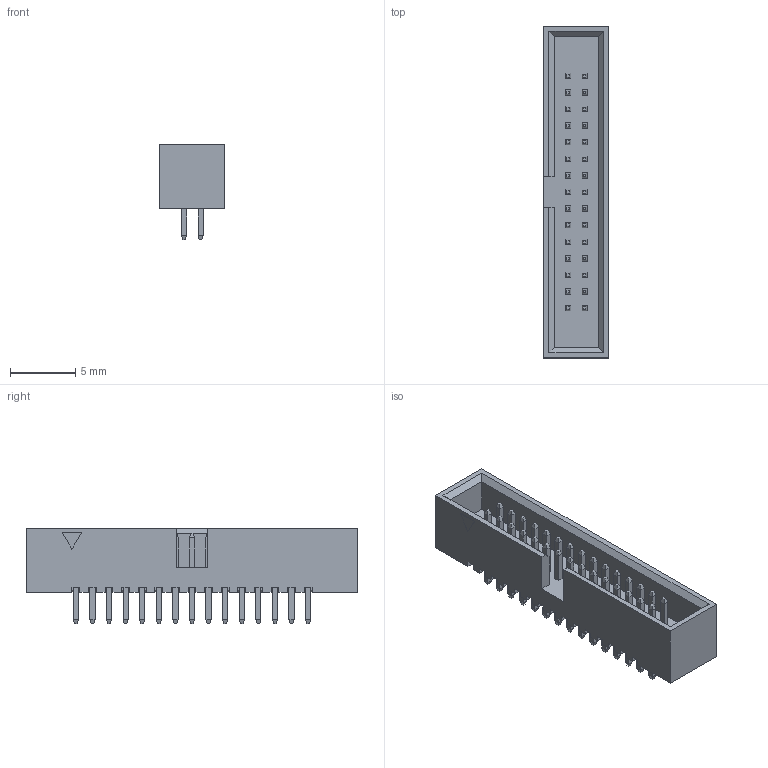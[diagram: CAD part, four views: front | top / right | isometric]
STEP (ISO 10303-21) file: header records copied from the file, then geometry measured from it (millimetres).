
FILE_DESCRIPTION(/* description */ ('Unknown'),/* implementation_level */ '2;1');
FILE_NAME(/* name */ 'J_Wurth_WR-BHD_62703021621',/* time_stamp */ '2025-05-20T11:02:42+08:00',/* author */ ('Unknown'),/* organization */ ('Unknown'),/* preprocessor_version */ 'ST-DEVELOPER v19.4',/* originating_system */ 'Solid Edge',/* authorisation */ 'Unknown');
FILE_SCHEMA (('AUTOMOTIVE_DESIGN {1 0 10303 214 3 1 1}'));
Length unit declared in the file: millimetre
Products named in the file (2): J_Wurth_WR-BHD_62703021621
Assembly tree (1 placements, depth 2):
  J_Wurth_WR-BHD_62703021621
    J_Wurth_WR-BHD_62703021621
Bounding box: 5.05 x 25.4 x 7.3 mm (x, y, z)
Volume: 378.3 mm3; surface area: 996.8 mm2
Topology: 1 solids, 1 shells, 833 faces, 2036 edges, 1236 vertices
Faces by surface type: plane 833
Entity records: 29332 total; most frequent: CARTESIAN_POINT 4107, ORIENTED_EDGE 4072, DIRECTION 3706, EDGE_CURVE 2036, LINE 2036, VECTOR 2036, VERTEX_POINT 1236, EDGE_LOOP 864
